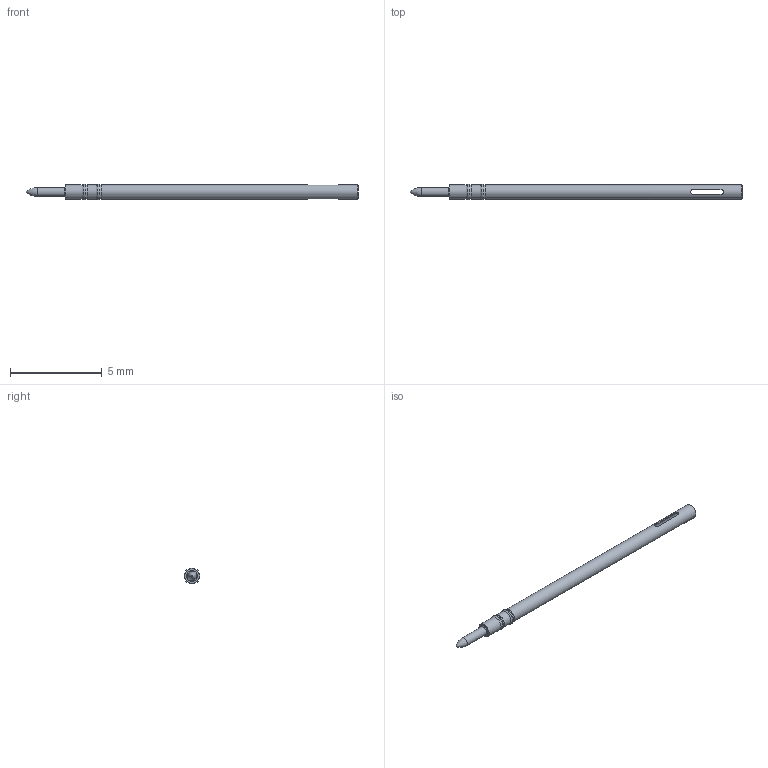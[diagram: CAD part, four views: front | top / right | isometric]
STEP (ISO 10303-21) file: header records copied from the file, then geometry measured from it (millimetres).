
FILE_DESCRIPTION (( 'STEP AP214' ), '1' );
FILE_NAME ('X39-TJ-2.STEP', '2017-06-07T17:25:32', ( '' ), ( '' ), 'SwSTEP 2.0', 'SolidWorks 2016', '' );
FILE_SCHEMA (( 'AUTOMOTIVE_DESIGN' ));
Length unit declared in the file: inch
Products named in the file (1): X39-TJ-2
Bounding box: 18.08 x 0.85 x 0.85 mm (x, y, z)
Volume: 7 mm3; surface area: 47.9 mm2
Topology: 1 solids, 1 shells, 27 faces, 61 edges, 37 vertices
Faces by surface type: cylinder 11, cone 7, plane 7, torus 2
Full cylindrical faces by diameter (mm): 0.49 x1, 0.648 x1, 0.782 x3, 0.853 x2
Entity records: 910 total; most frequent: CARTESIAN_POINT 344, DIRECTION 108, ORIENTED_EDGE 84, EDGE_LOOP 48, AXIS2_PLACEMENT_3D 46, EDGE_CURVE 42, FACE_OUTER_BOUND 36, VERTEX_POINT 34
